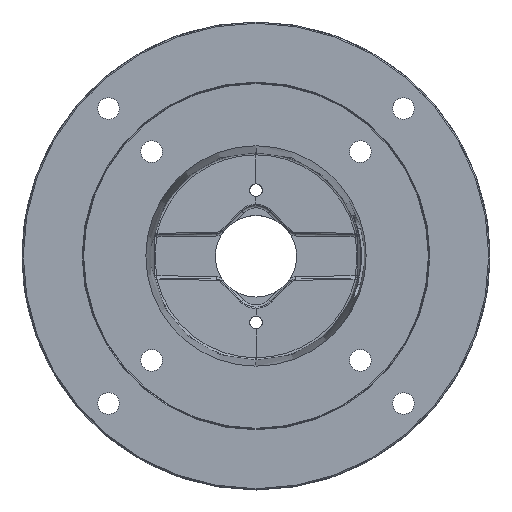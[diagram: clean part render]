
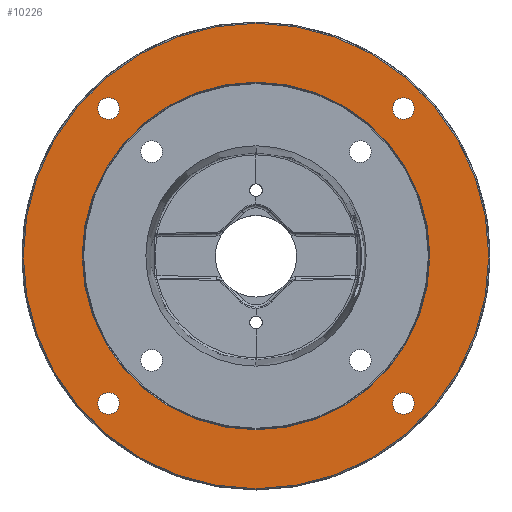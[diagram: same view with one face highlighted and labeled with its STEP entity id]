
A CAD part, top view. The second image highlights one B-rep face of the part: STEP entity #10226.
In plain terms, the highlighted planar face has unit normal (0, 0, 1).
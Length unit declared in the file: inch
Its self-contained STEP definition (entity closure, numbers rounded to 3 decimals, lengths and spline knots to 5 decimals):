
#35=CARTESIAN_POINT('',(0.,0.,-0.08));
#36=DIRECTION('',(0.,0.,1.));
#37=DIRECTION('',(0.,1.,0.));
#38=AXIS2_PLACEMENT_3D('',#35,#36,#37);
#44=CARTESIAN_POINT('',(0.,0.,-0.08));
#45=DIRECTION('',(0.,0.,-1.));
#46=DIRECTION('',(0.,1.,0.));
#47=AXIS2_PLACEMENT_3D('',#44,#45,#46);
#625=CARTESIAN_POINT('',(-3.62392,3.62392,-0.08));
#626=DIRECTION('',(0.,0.,-1.));
#627=DIRECTION('',(-0.707,0.707,0.));
#628=AXIS2_PLACEMENT_3D('',#625,#626,#627);
#630=CARTESIAN_POINT('',(-3.62392,3.62392,-0.08));
#631=DIRECTION('',(0.,0.,-1.));
#632=DIRECTION('',(0.707,-0.707,0.));
#633=AXIS2_PLACEMENT_3D('',#630,#631,#632);
#635=CARTESIAN_POINT('',(-3.62392,-3.62392,-0.08));
#636=DIRECTION('',(0.,0.,-1.));
#637=DIRECTION('',(-0.707,-0.707,0.));
#638=AXIS2_PLACEMENT_3D('',#635,#636,#637);
#640=CARTESIAN_POINT('',(-3.62392,-3.62392,-0.08));
#641=DIRECTION('',(0.,0.,-1.));
#642=DIRECTION('',(0.707,0.707,0.));
#643=AXIS2_PLACEMENT_3D('',#640,#641,#642);
#645=CARTESIAN_POINT('',(3.62392,-3.62392,-0.08));
#646=DIRECTION('',(0.,0.,-1.));
#647=DIRECTION('',(0.707,-0.707,0.));
#648=AXIS2_PLACEMENT_3D('',#645,#646,#647);
#650=CARTESIAN_POINT('',(3.62392,-3.62392,-0.08));
#651=DIRECTION('',(0.,0.,-1.));
#652=DIRECTION('',(-0.707,0.707,0.));
#653=AXIS2_PLACEMENT_3D('',#650,#651,#652);
#655=CARTESIAN_POINT('',(3.62392,3.62392,-0.08));
#656=DIRECTION('',(0.,0.,-1.));
#657=DIRECTION('',(0.707,0.707,0.));
#658=AXIS2_PLACEMENT_3D('',#655,#656,#657);
#660=CARTESIAN_POINT('',(3.62392,3.62392,-0.08));
#661=DIRECTION('',(0.,0.,-1.));
#662=DIRECTION('',(-0.707,-0.707,0.));
#663=AXIS2_PLACEMENT_3D('',#660,#661,#662);
#665=CARTESIAN_POINT('',(0.,0.,-0.08));
#666=DIRECTION('',(0.,0.,1.));
#667=DIRECTION('',(0.,1.,0.));
#668=AXIS2_PLACEMENT_3D('',#665,#666,#667);
#670=CARTESIAN_POINT('',(0.,0.,-0.08));
#671=DIRECTION('',(0.,0.,1.));
#672=DIRECTION('',(0.,-1.,0.));
#673=AXIS2_PLACEMENT_3D('',#670,#671,#672);
#8909=CARTESIAN_POINT('',(0.,5.72,-0.08));
#8910=CARTESIAN_POINT('',(0.,-5.72,-0.08));
#8911=VERTEX_POINT('',#8909);
#8912=VERTEX_POINT('',#8910);
#8933=CARTESIAN_POINT('',(-3.81131,3.81131,-0.08));
#8934=CARTESIAN_POINT('',(-3.43654,3.43654,-0.08));
#8935=VERTEX_POINT('',#8933);
#8936=VERTEX_POINT('',#8934);
#8977=CARTESIAN_POINT('',(-3.81131,-3.81131,-0.08));
#8978=CARTESIAN_POINT('',(-3.43654,-3.43654,-0.08));
#8979=VERTEX_POINT('',#8977);
#8980=VERTEX_POINT('',#8978);
#8985=CARTESIAN_POINT('',(3.81131,-3.81131,-0.08));
#8986=CARTESIAN_POINT('',(3.43654,-3.43654,-0.08));
#8987=VERTEX_POINT('',#8985);
#8988=VERTEX_POINT('',#8986);
#8993=CARTESIAN_POINT('',(3.81131,3.81131,-0.08));
#8994=CARTESIAN_POINT('',(3.43654,3.43654,-0.08));
#8995=VERTEX_POINT('',#8993);
#8996=VERTEX_POINT('',#8994);
#9013=CARTESIAN_POINT('',(0.,4.271,-0.08));
#9014=CARTESIAN_POINT('',(0.,-4.271,-0.08));
#9015=VERTEX_POINT('',#9013);
#9016=VERTEX_POINT('',#9014);
#10188=CARTESIAN_POINT('',(0.,0.,-0.08));
#10189=DIRECTION('',(0.,0.,1.));
#10190=DIRECTION('',(0.,1.,0.));
#10191=AXIS2_PLACEMENT_3D('',#10188,#10189,#10190);
#10192=PLANE('',#10191);
#10193=ORIENTED_EDGE('',*,*,#9159,.T.);
#10194=ORIENTED_EDGE('',*,*,#9144,.F.);
#10195=EDGE_LOOP('',(#10193,#10194));
#10196=FACE_OUTER_BOUND('',#10195,.F.);
#10198=ORIENTED_EDGE('',*,*,#10197,.F.);
#10200=ORIENTED_EDGE('',*,*,#10199,.F.);
#10201=EDGE_LOOP('',(#10198,#10200));
#10202=FACE_BOUND('',#10201,.F.);
#10204=ORIENTED_EDGE('',*,*,#10203,.F.);
#10206=ORIENTED_EDGE('',*,*,#10205,.F.);
#10207=EDGE_LOOP('',(#10204,#10206));
#10208=FACE_BOUND('',#10207,.F.);
#10210=ORIENTED_EDGE('',*,*,#10209,.F.);
#10212=ORIENTED_EDGE('',*,*,#10211,.F.);
#10213=EDGE_LOOP('',(#10210,#10212));
#10214=FACE_BOUND('',#10213,.F.);
#10216=ORIENTED_EDGE('',*,*,#10215,.F.);
#10218=ORIENTED_EDGE('',*,*,#10217,.F.);
#10219=EDGE_LOOP('',(#10216,#10218));
#10220=FACE_BOUND('',#10219,.F.);
#10222=ORIENTED_EDGE('',*,*,#10221,.T.);
#10223=ORIENTED_EDGE('',*,*,#10178,.T.);
#10224=EDGE_LOOP('',(#10222,#10223));
#10225=FACE_BOUND('',#10224,.F.);
#10226=ADVANCED_FACE('',(#10196,#10202,#10208,#10214,#10220,#10225),#10192,.T.);
#39=CIRCLE('',#38,5.72);
#48=CIRCLE('',#47,5.72);
#629=CIRCLE('',#628,0.265);
#634=CIRCLE('',#633,0.265);
#639=CIRCLE('',#638,0.265);
#644=CIRCLE('',#643,0.265);
#649=CIRCLE('',#648,0.265);
#654=CIRCLE('',#653,0.265);
#659=CIRCLE('',#658,0.265);
#664=CIRCLE('',#663,0.265);
#669=CIRCLE('',#668,4.271);
#674=CIRCLE('',#673,4.271);
#9144=EDGE_CURVE('',#8911,#8912,#39,.T.);
#9159=EDGE_CURVE('',#8911,#8912,#48,.T.);
#10178=EDGE_CURVE('',#9016,#9015,#674,.T.);
#10197=EDGE_CURVE('',#8935,#8936,#629,.T.);
#10199=EDGE_CURVE('',#8936,#8935,#634,.T.);
#10203=EDGE_CURVE('',#8979,#8980,#639,.T.);
#10205=EDGE_CURVE('',#8980,#8979,#644,.T.);
#10209=EDGE_CURVE('',#8987,#8988,#649,.T.);
#10211=EDGE_CURVE('',#8988,#8987,#654,.T.);
#10215=EDGE_CURVE('',#8995,#8996,#659,.T.);
#10217=EDGE_CURVE('',#8996,#8995,#664,.T.);
#10221=EDGE_CURVE('',#9015,#9016,#669,.T.);
